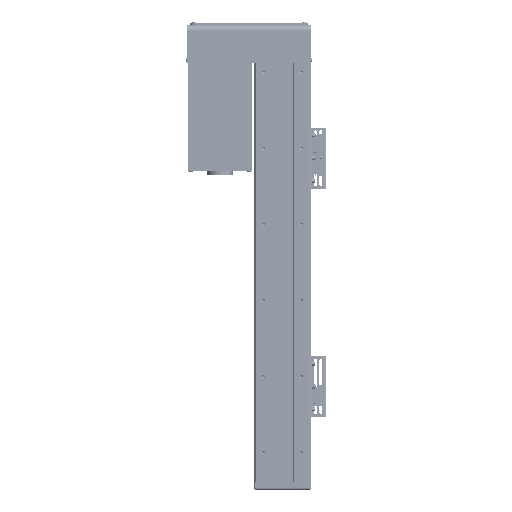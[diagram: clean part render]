
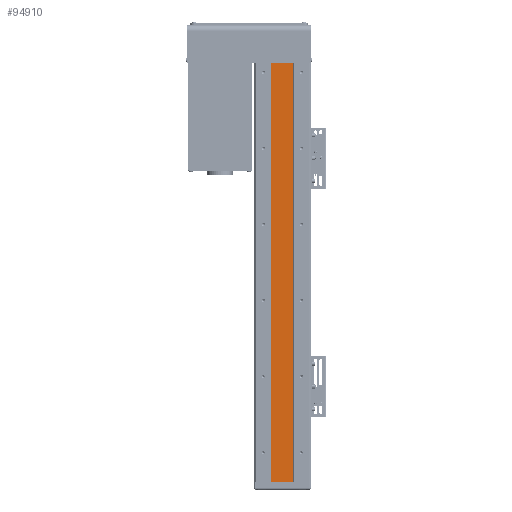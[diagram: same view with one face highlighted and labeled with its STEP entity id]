
A CAD part, front view. The second image highlights one B-rep face of the part: STEP entity #94910.
In plain terms, the highlighted planar face has unit normal (0, -1, 0).
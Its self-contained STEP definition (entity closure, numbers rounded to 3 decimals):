
#5346 = VECTOR ( 'NONE', #113494, 1000. ) ;
#13548 = CARTESIAN_POINT ( 'NONE',  ( 14.5, 0., -1350. ) ) ;
#21542 = DIRECTION ( 'NONE',  ( 0., 0., -1. ) ) ;
#25856 = DIRECTION ( 'NONE',  ( 0., 0., 1. ) ) ;
#29725 = VERTEX_POINT ( 'NONE', #86277 ) ;
#34798 = ORIENTED_EDGE ( 'NONE', *, *, #56304, .F. ) ;
#39374 = VECTOR ( 'NONE', #148545, 1000. ) ;
#42329 = VECTOR ( 'NONE', #25856, 1000. ) ;
#56304 = EDGE_CURVE ( 'NONE', #99642, #61074, #141224, .T. ) ;
#59265 = CARTESIAN_POINT ( 'NONE',  ( 14.5, 0., 0. ) ) ;
#59805 = ORIENTED_EDGE ( 'NONE', *, *, #161423, .F. ) ;
#60997 = EDGE_CURVE ( 'NONE', #29725, #61074, #110246, .T. ) ;
#61074 = VERTEX_POINT ( 'NONE', #79843 ) ;
#61883 = AXIS2_PLACEMENT_3D ( 'NONE', #123044, #97931, #21542 ) ;
#77143 = CARTESIAN_POINT ( 'NONE',  ( 14.5, 0., -550. ) ) ;
#79843 = CARTESIAN_POINT ( 'NONE',  ( 14.5, 0., 0. ) ) ;
#82963 = CARTESIAN_POINT ( 'NONE',  ( -14.5, 0., -550. ) ) ;
#85080 = PLANE ( 'NONE',  #61883 ) ;
#86277 = CARTESIAN_POINT ( 'NONE',  ( 14.5, 0., -550. ) ) ;
#94910 = ADVANCED_FACE ( 'NONE', ( #153001 ), #85080, .T. ) ;
#95021 = CARTESIAN_POINT ( 'NONE',  ( -14.5, 0., -1350. ) ) ;
#95280 = EDGE_CURVE ( 'NONE', #158342, #99642, #158948, .T. ) ;
#97931 = DIRECTION ( 'NONE',  ( 0., -1., 0. ) ) ;
#99642 = VERTEX_POINT ( 'NONE', #157600 ) ;
#100461 = ORIENTED_EDGE ( 'NONE', *, *, #95280, .F. ) ;
#110246 = LINE ( 'NONE', #13548, #42329 ) ;
#113494 = DIRECTION ( 'NONE',  ( -1., 0., 0. ) ) ;
#116795 = ORIENTED_EDGE ( 'NONE', *, *, #60997, .T. ) ;
#123044 = CARTESIAN_POINT ( 'NONE',  ( 14.5, 0., -1350. ) ) ;
#129078 = LINE ( 'NONE', #77143, #5346 ) ;
#131825 = EDGE_LOOP ( 'NONE', ( #59805, #116795, #34798, #100461 ) ) ;
#141224 = LINE ( 'NONE', #59265, #39374 ) ;
#148545 = DIRECTION ( 'NONE',  ( 1., 0., 0. ) ) ;
#153001 = FACE_OUTER_BOUND ( 'NONE', #131825, .T. ) ;
#154906 = VECTOR ( 'NONE', #158611, 1000. ) ;
#157600 = CARTESIAN_POINT ( 'NONE',  ( -14.5, 0., 0. ) ) ;
#158342 = VERTEX_POINT ( 'NONE', #82963 ) ;
#158611 = DIRECTION ( 'NONE',  ( 0., 0., 1. ) ) ;
#158948 = LINE ( 'NONE', #95021, #154906 ) ;
#161423 = EDGE_CURVE ( 'NONE', #29725, #158342, #129078, .T. ) ;
